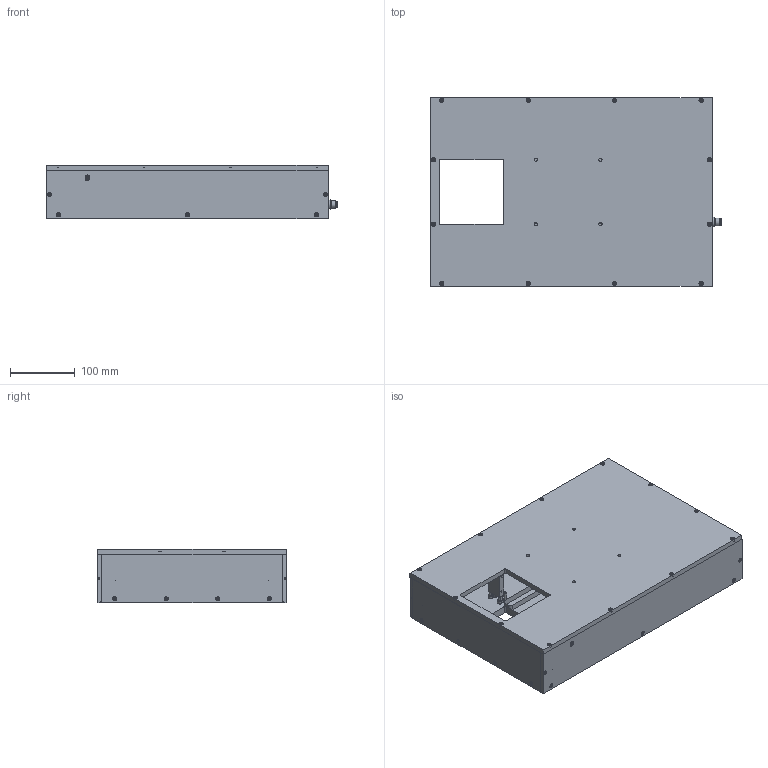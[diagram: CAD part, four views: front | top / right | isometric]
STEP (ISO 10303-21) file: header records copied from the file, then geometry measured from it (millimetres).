
FILE_DESCRIPTION(/* description */ (''),/* implementation_level */ '2;1');
FILE_NAME(/* name */ 'BM-100+Q',/* time_stamp */ '2020-04-14T08:47:19+02:00',/* author */ (''),/* organization */ (''),/* preprocessor_version */ 'ST-DEVELOPER v16.5',/* originating_system */ 'HiCAD 2018 2302.3 Build 504',/* authorisation */ '');
FILE_SCHEMA (('AUTOMOTIVE_DESIGN { 1 0 10303 214 1 1 1 1 }'));
Products named in the file (112): Root; Schiene Gr. 15; Normteilgruppe _0; ISO 14579-M5x16-A3-70_Zylinderkopfschrauben_0; BM-100-60-UNTERLAGE; Wartungsklappe_Baugruppe; BM-DECKEL FÜR WARTUNGSÖFFNUNG; ISO 14581-M2.5x5-4.8_Senkschrauben_0; ISO 14579-M5x16-A3-70_Zylinderkopfschrauben; BM-KABELHALTEBLECH; ISO 14579-M4x16-A3-70_Zylinderkopfschrauben_0; Y-Positionen_Baugruppe; Magnet; ISO 2338-4x12-A1-80_Zylinderstifte; BM-P-Magnethalter; ISO 10642-M3x5-A4_Senkschrauben; BM-Endanschlag; J5; 21033961505_100635167MOD000A; Open CASCADE STEP translator 6.8 1.11.1.1; Open CASCADE STEP translator 6.8 1.11.1.2; J6; 164A16569X; 1379356352; Cylinder; J1; HALO-RJ45-BUCHSE-HFJV1-2450-L12; HALO-RJ45-Stehend; Schalter; 100635193-A-housing_front_back; Teil; 21010000018_01_02-B-nut_M16x1.5_die_cast; ISO 14579-M3x8-A3-70_Zylinderkopfschrauben_0; BM-100+ Anschlussfeld; ISO 14579-M3x10-A3-70_Zylinderkopfschrauben_0; Seitenplatte-R_Baugruppe; ISO 14579-M3x10-A3-70_Zylinderkopfschrauben; ISO 14579-M3x8-A2-70_Zylinderkopfschrauben_0; ISO 2338-3x8-A1-70_Zylinderstifte_0; BM-100+ SEITENPLATTE-R ...
Assembly tree (113 placements, depth 4):
  Root
    Schiene Gr. 15
    Normteilgruppe _0
      ISO 14579-M5x16-A3-70_Zylinderkopfschrauben_0
      ISO 14579-M5x16-A3-70_Zylinderkopfschrauben_0
      ISO 14579-M5x16-A3-70_Zylinderkopfschrauben_0
    BM-100-60-UNTERLAGE
    Wartungsklappe_Baugruppe
      BM-DECKEL FÜR WARTUNGSÖFFNUNG
      ISO 14581-M2.5x5-4.8_Senkschrauben_0
      ISO 14581-M2.5x5-4.8_Senkschrauben_0
      ISO 14581-M2.5x5-4.8_Senkschrauben_0
      ISO 14581-M2.5x5-4.8_Senkschrauben_0
    Normteilgruppe _0
      ISO 14579-M5x16-A3-70_Zylinderkopfschrauben
      ISO 14579-M5x16-A3-70_Zylinderkopfschrauben
    BM-KABELHALTEBLECH
    Normteilgruppe _0
      ISO 14579-M4x16-A3-70_Zylinderkopfschrauben_0
      ISO 14579-M4x16-A3-70_Zylinderkopfschrauben_0
    Y-Positionen_Baugruppe
      Magnet
      Normteilgruppe _0
        ISO 14579-M4x16-A3-70_Zylinderkopfschrauben_0
        ISO 14579-M4x16-A3-70_Zylinderkopfschrauben_0
      ISO 2338-4x12-A1-80_Zylinderstifte
      BM-P-Magnethalter
    Y-Positionen_Baugruppe
      BM-P-Magnethalter
      Magnet
      Normteilgruppe _0
        ISO 14579-M4x16-A3-70_Zylinderkopfschrauben_0
        ISO 14579-M4x16-A3-70_Zylinderkopfschrauben_0
      ISO 2338-4x12-A1-80_Zylinderstifte
    Normteilgruppe _0
      ISO 10642-M3x5-A4_Senkschrauben
      ISO 10642-M3x5-A4_Senkschrauben
    BM-Endanschlag
    J5
      21033961505_100635167MOD000A
        Open CASCADE STEP translator 6.8 1.11.1.1
        Open CASCADE STEP translator 6.8 1.11.1.2
    J6
      164A16569X
      1379356352
        Cylinder
      1379356352
        Cylinder
    J1
      HALO-RJ45-BUCHSE-HFJV1-2450-L12
        HALO-RJ45-Stehend
    Schalter
    100635193-A-housing_front_back
      Teil
      Teil
    21010000018_01_02-B-nut_M16x1.5_die_cast
      Teil
      Teil
    Normteilgruppe _0
      ISO 14579-M3x8-A3-70_Zylinderkopfschrauben_0
Bounding box: 450.19 x 292 x 83 mm (x, y, z)
Volume: 2668982 mm3; surface area: 823186.4 mm2
Topology: 79 solids, 99 shells, 3432 faces, 9130 edges, 5831 vertices
Faces by surface type: cylinder 1380, plane 1370, cone 297, bspline 186, torus 167, sphere 32
Full cylindrical faces by diameter (mm): 0.64 x9, 0.7 x8, 1 x6, 1.12 x9, 1.2 x9, 1.3 x5, 1.5 x5, 1.56 x9, 1.58 x9, 1.6 x2, 1.65 x9, 2.05 x4, 2.1 x9, 2.156 x2, 2.3 x1, 2.5 x42, 2.7 x16, 3 x44, 3.2 x2, 3.3 x6, 3.4 x28, 3.5 x16, 4 x16, 4.2 x3, 4.3 x2, 4.5 x2, 4.7 x4, 5 x17, 5.3 x2, 5.4 x3
Entity records: 185039 total; most frequent: CARTESIAN_POINT 23160, DIRECTION 17697, PRESENTATION_STYLE_ASSIGNMENT 15953, OVER_RIDING_STYLED_ITEM 15876, COLOUR_RGB 15819, DRAUGHTING_PRE_DEFINED_CURVE_FONT 15806, CURVE_STYLE 15806, ORIENTED_EDGE 15806
